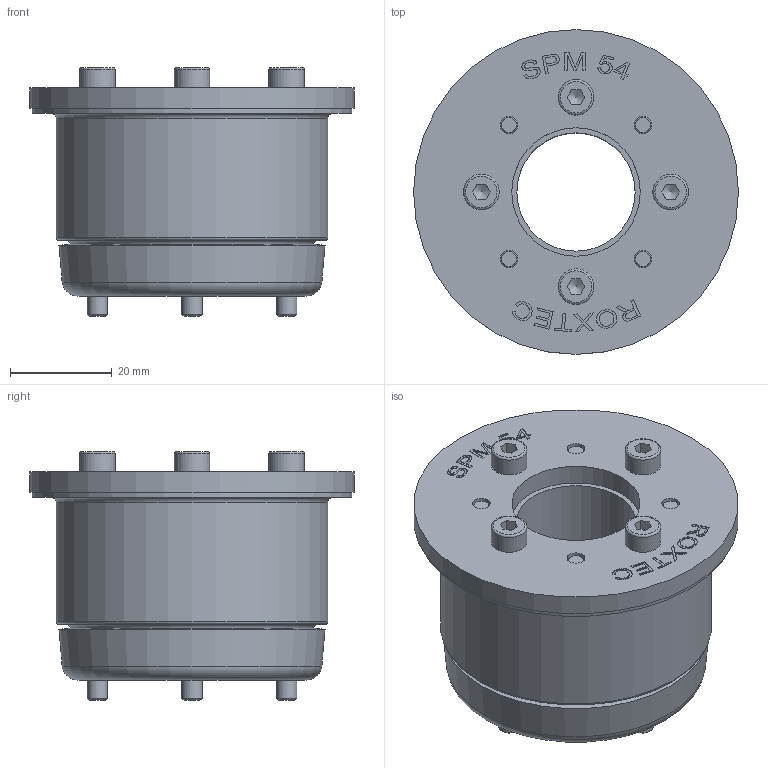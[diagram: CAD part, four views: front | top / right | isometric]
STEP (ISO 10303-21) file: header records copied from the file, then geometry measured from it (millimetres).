
FILE_DESCRIPTION((''),'2;1');
FILE_NAME('SPM54.stp','2016-02-02T11:18:29',(''),(''),'Autodesk Inventor 2013','Autodesk Inventor 2013','');
FILE_SCHEMA(('AUTOMOTIVE_DESIGN { 1 0 10303 214 1 1 1 1 }'));
Length unit declared in the file: millimetre
Products named in the file (6): SPM-Iassembly; 100-053895; 100-053896; 100-053897; 100-053898; ISO 4762 M4 x 40
Assembly tree (8 placements, depth 3):
  SPM-Iassembly
    100-053895
      100-053896
      100-053897
      100-053898
      ISO 4762 M4 x 40  x4
Bounding box: 64 x 64 x 49 mm (x, y, z)
Volume: 77321.6 mm3; surface area: 30652.2 mm2
Topology: 7 solids, 7 shells, 331 faces, 832 edges, 545 vertices
Faces by surface type: plane 173, bspline 77, cylinder 43, cone 20, torus 18
Full cylindrical faces by diameter (mm): 3 x4, 3.4 x4, 3.5 x8, 3.9 x8, 4 x4, 4.3 x4, 5 x1, 7 x4, 23.3 x1, 25.3 x2, 53.5 x1, 63 x1, 64 x1
Entity records: 8862 total; most frequent: CARTESIAN_POINT 2454, ORIENTED_EDGE 1314, DIRECTION 1035, EDGE_CURVE 657, VERTEX_POINT 469, EDGE_LOOP 414, VECTOR 403, LINE 403
